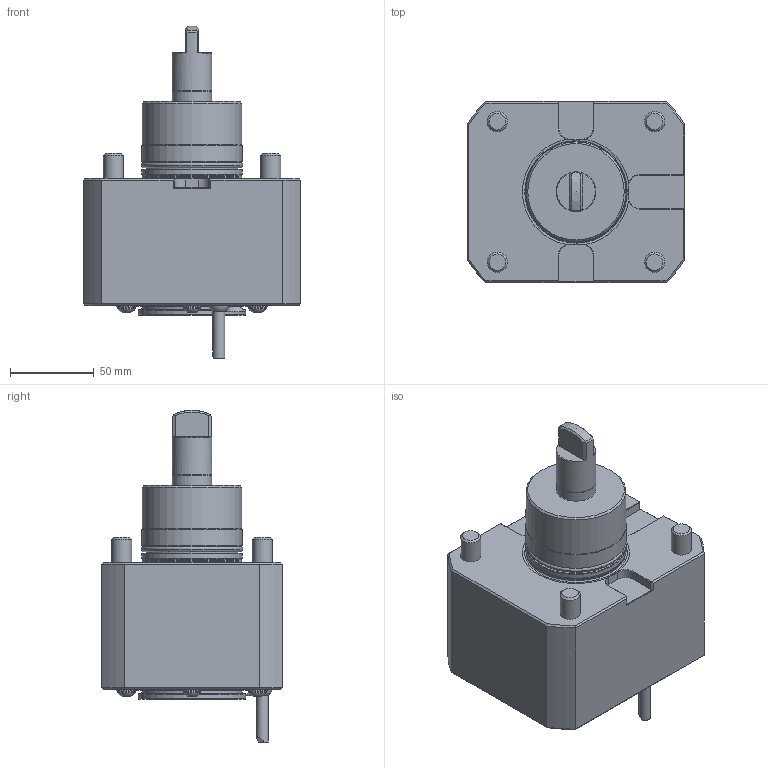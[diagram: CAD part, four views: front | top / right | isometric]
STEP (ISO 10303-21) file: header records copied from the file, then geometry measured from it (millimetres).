
FILE_DESCRIPTION(/* description */ ('Unknown'),/* implementation_level */ '2;1');
FILE_NAME(/* name */ 'C4_DNE_MS60A_I_HS_SIM.pdf.dxf',/* time_stamp */ '2022-01-20T14:32:24+01:00',/* author */ ('KS'),/* organization */ ('WTO'),/* preprocessor_version */ 'ST-DEVELOPER v16.7',/* originating_system */ 'DEX',/* authorisation */ $);
FILE_SCHEMA (('AUTOMOTIVE_DESIGN {1 0 10303 214 3 1 1}'));
Length unit declared in the file: millimetre
Products named in the file (1): 116042_C4-DNE-MS60A-I-HS_vereinfacht_STP_00443624
Bounding box: 130 x 108 x 198.3 mm (x, y, z)
Volume: 1194707.7 mm3; surface area: 82639.3 mm2
Topology: 1 solids, 1 shells, 196 faces, 462 edges, 290 vertices
Faces by surface type: plane 86, cone 47, cylinder 37, bspline 14, torus 6, sphere 6
Full cylindrical faces by diameter (mm): 2.5 x1, 6 x5, 7 x1, 10.5 x4, 12 x5, 23.5 x1, 23.7 x1, 55.2 x1, 59.4 x1, 59.6 x1, 60 x3, 60.7 x1, 64.4 x1, 70.8 x1
Entity records: 5410 total; most frequent: CARTESIAN_POINT 1316, DIRECTION 834, ORIENTED_EDGE 748, EDGE_CURVE 374, AXIS2_PLACEMENT_3D 351, EDGE_LOOP 293, FACE_BOUND 293, VERTEX_POINT 269
